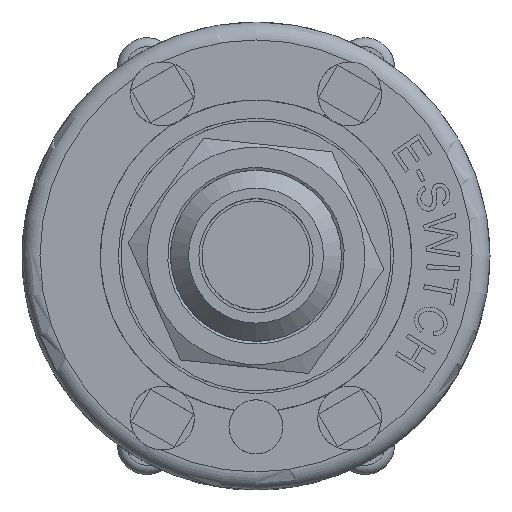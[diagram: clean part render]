
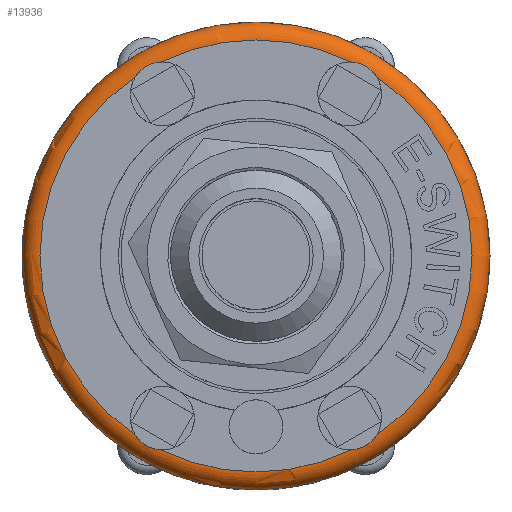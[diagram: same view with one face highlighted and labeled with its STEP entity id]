
A CAD part, top view. The second image highlights one B-rep face of the part: STEP entity #13936.
In plain terms, the highlighted toroidal (fillet/blend) face has major radius 12 mm and minor radius 1 mm.
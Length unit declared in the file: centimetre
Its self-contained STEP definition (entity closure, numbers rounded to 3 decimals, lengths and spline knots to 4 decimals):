
#28=TOROIDAL_SURFACE('',#14668,1.2,0.1);
#658=B_SPLINE_CURVE_WITH_KNOTS('',3,(#23970,#23971,#23972,#23973,#23974,
#23975,#23976,#23977,#23978,#23979,#23980,#23981),.UNSPECIFIED.,.F.,.F.,
(4,2,2,2,2,4),(-0.2692,-0.2446,-0.216,
-0.1921,-0.1645,-0.1357),.UNSPECIFIED.);
#659=B_SPLINE_CURVE_WITH_KNOTS('',3,(#23993,#23994,#23995,#23996,#23997,
#23998,#23999,#24000,#24001,#24002,#24003,#24004),.UNSPECIFIED.,.F.,.F.,
(4,2,2,2,2,4),(-0.2692,-0.2446,-0.216,
-0.1921,-0.1645,-0.1357),.UNSPECIFIED.);
#660=B_SPLINE_CURVE_WITH_KNOTS('',3,(#24021,#24022,#24023,#24024,#24025,
#24026,#24027,#24028,#24029,#24030,#24031,#24032),.UNSPECIFIED.,.F.,.F.,
(4,2,2,2,2,4),(-0.2692,-0.2446,-0.216,
-0.1921,-0.1645,-0.1357),.UNSPECIFIED.);
#661=B_SPLINE_CURVE_WITH_KNOTS('',3,(#24054,#24055,#24056,#24057,#24058,
#24059,#24060,#24061,#24062,#24063,#24064,#24065),.UNSPECIFIED.,.F.,.F.,
(4,2,2,2,2,4),(-0.2692,-0.2446,-0.216,
-0.1921,-0.1645,-0.1357),.UNSPECIFIED.);
#1853=FACE_OUTER_BOUND('',#2676,.T.);
#2676=EDGE_LOOP('',(#12807,#12808,#12809,#12810,#12811,#12812,#12813,#12814,
#12815,#12816,#12817,#12818));
#5809=CIRCLE('',#14621,1.3);
#5836=CIRCLE('',#14669,0.1);
#5837=CIRCLE('',#14670,1.2);
#5838=CIRCLE('',#14671,1.2);
#5839=CIRCLE('',#14672,1.2);
#5840=CIRCLE('',#14673,1.2);
#5841=CIRCLE('',#14674,1.2);
#7084=VERTEX_POINT('',#23932);
#7092=VERTEX_POINT('',#23968);
#7093=VERTEX_POINT('',#23969);
#7096=VERTEX_POINT('',#23991);
#7097=VERTEX_POINT('',#23992);
#7102=VERTEX_POINT('',#24019);
#7103=VERTEX_POINT('',#24020);
#7110=VERTEX_POINT('',#24052);
#7111=VERTEX_POINT('',#24053);
#7114=VERTEX_POINT('',#24075);
#9030=EDGE_CURVE('',#7084,#7084,#5809,.T.);
#9048=EDGE_CURVE('',#7092,#7093,#658,.T.);
#9054=EDGE_CURVE('',#7096,#7097,#659,.T.);
#9062=EDGE_CURVE('',#7102,#7103,#660,.T.);
#9072=EDGE_CURVE('',#7110,#7111,#661,.T.);
#9078=EDGE_CURVE('',#7084,#7114,#5836,.T.);
#9079=EDGE_CURVE('',#7114,#7102,#5837,.T.);
#9080=EDGE_CURVE('',#7103,#7096,#5838,.T.);
#9081=EDGE_CURVE('',#7097,#7092,#5839,.T.);
#9082=EDGE_CURVE('',#7093,#7110,#5840,.T.);
#9083=EDGE_CURVE('',#7111,#7114,#5841,.T.);
#12807=ORIENTED_EDGE('',*,*,#9030,.T.);
#12808=ORIENTED_EDGE('',*,*,#9078,.T.);
#12809=ORIENTED_EDGE('',*,*,#9079,.T.);
#12810=ORIENTED_EDGE('',*,*,#9062,.T.);
#12811=ORIENTED_EDGE('',*,*,#9080,.T.);
#12812=ORIENTED_EDGE('',*,*,#9054,.T.);
#12813=ORIENTED_EDGE('',*,*,#9081,.T.);
#12814=ORIENTED_EDGE('',*,*,#9048,.T.);
#12815=ORIENTED_EDGE('',*,*,#9082,.T.);
#12816=ORIENTED_EDGE('',*,*,#9072,.T.);
#12817=ORIENTED_EDGE('',*,*,#9083,.T.);
#12818=ORIENTED_EDGE('',*,*,#9078,.F.);
#13936=ADVANCED_FACE('',(#1853),#28,.T.);
#14621=AXIS2_PLACEMENT_3D('',#23933,#17388,#17389);
#14668=AXIS2_PLACEMENT_3D('',#24074,#17499,#17500);
#14669=AXIS2_PLACEMENT_3D('',#24076,#17501,#17502);
#14670=AXIS2_PLACEMENT_3D('',#24077,#17503,#17504);
#14671=AXIS2_PLACEMENT_3D('',#24078,#17505,#17506);
#14672=AXIS2_PLACEMENT_3D('',#24079,#17507,#17508);
#14673=AXIS2_PLACEMENT_3D('',#24080,#17509,#17510);
#14674=AXIS2_PLACEMENT_3D('',#24081,#17511,#17512);
#17388=DIRECTION('center_axis',(0.,0.,1.));
#17389=DIRECTION('ref_axis',(-1.,0.,0.));
#17499=DIRECTION('center_axis',(0.,0.,-1.));
#17500=DIRECTION('ref_axis',(-1.,0.,0.));
#17501=DIRECTION('center_axis',(0.,-1.,0.));
#17502=DIRECTION('ref_axis',(1.,0.,0.));
#17503=DIRECTION('center_axis',(0.,0.,-1.));
#17504=DIRECTION('ref_axis',(-1.,0.,0.));
#17505=DIRECTION('center_axis',(0.,0.,-1.));
#17506=DIRECTION('ref_axis',(-1.,0.,0.));
#17507=DIRECTION('center_axis',(0.,0.,-1.));
#17508=DIRECTION('ref_axis',(-1.,0.,0.));
#17509=DIRECTION('center_axis',(0.,0.,-1.));
#17510=DIRECTION('ref_axis',(-1.,0.,0.));
#17511=DIRECTION('center_axis',(0.,0.,-1.));
#17512=DIRECTION('ref_axis',(-1.,0.,0.));
#23932=CARTESIAN_POINT('',(1.3,0.,0.95));
#23933=CARTESIAN_POINT('Origin',(0.,0.,0.95));
#23968=CARTESIAN_POINT('',(-0.67,0.9955,1.05));
#23969=CARTESIAN_POINT('',(-0.5271,1.078,1.05));
#23970=CARTESIAN_POINT('Ctrl Pts',(-0.67,0.9955,
1.05));
#23971=CARTESIAN_POINT('Ctrl Pts',(-0.6646,1.0041,
1.05));
#23972=CARTESIAN_POINT('Ctrl Pts',(-0.6583,1.0124,
1.0498));
#23973=CARTESIAN_POINT('Ctrl Pts',(-0.6428,1.0294,
1.0491));
#23974=CARTESIAN_POINT('Ctrl Pts',(-0.6335,1.0377,
1.0488));
#23975=CARTESIAN_POINT('Ctrl Pts',(-0.615,1.051,1.0484));
#23976=CARTESIAN_POINT('Ctrl Pts',(-0.6061,1.0563,
1.0484));
#23977=CARTESIAN_POINT('Ctrl Pts',(-0.5859,1.0659,1.0487));
#23978=CARTESIAN_POINT('Ctrl Pts',(-0.5747,1.07,1.049));
#23979=CARTESIAN_POINT('Ctrl Pts',(-0.551,1.0759,1.0497));
#23980=CARTESIAN_POINT('Ctrl Pts',(-0.539,1.0775,
1.05));
#23981=CARTESIAN_POINT('Ctrl Pts',(-0.5271,1.078,
1.05));
#23991=CARTESIAN_POINT('',(-0.5271,-1.078,1.05));
#23992=CARTESIAN_POINT('',(-0.67,-0.9955,1.05));
#23993=CARTESIAN_POINT('Ctrl Pts',(-0.5271,-1.078,
1.05));
#23994=CARTESIAN_POINT('Ctrl Pts',(-0.5373,-1.0776,
1.05));
#23995=CARTESIAN_POINT('Ctrl Pts',(-0.5476,-1.0763,
1.0498));
#23996=CARTESIAN_POINT('Ctrl Pts',(-0.5701,-1.0714,1.0491));
#23997=CARTESIAN_POINT('Ctrl Pts',(-0.5819,-1.0675,
1.0488));
#23998=CARTESIAN_POINT('Ctrl Pts',(-0.6027,-1.0581,
1.0484));
#23999=CARTESIAN_POINT('Ctrl Pts',(-0.6117,-1.053,
1.0484));
#24000=CARTESIAN_POINT('Ctrl Pts',(-0.6301,-1.0404,
1.0487));
#24001=CARTESIAN_POINT('Ctrl Pts',(-0.6393,-1.0327,
1.049));
#24002=CARTESIAN_POINT('Ctrl Pts',(-0.6562,-1.0151,
1.0497));
#24003=CARTESIAN_POINT('Ctrl Pts',(-0.6637,-1.0055,
1.05));
#24004=CARTESIAN_POINT('Ctrl Pts',(-0.67,-0.9955,
1.05));
#24019=CARTESIAN_POINT('',(0.67,-0.9955,1.05));
#24020=CARTESIAN_POINT('',(0.5271,-1.078,1.05));
#24021=CARTESIAN_POINT('Ctrl Pts',(0.67,-0.9955,
1.05));
#24022=CARTESIAN_POINT('Ctrl Pts',(0.6646,-1.0041,
1.05));
#24023=CARTESIAN_POINT('Ctrl Pts',(0.6583,-1.0124,
1.0498));
#24024=CARTESIAN_POINT('Ctrl Pts',(0.6428,-1.0294,
1.0491));
#24025=CARTESIAN_POINT('Ctrl Pts',(0.6335,-1.0377,
1.0488));
#24026=CARTESIAN_POINT('Ctrl Pts',(0.615,-1.051,
1.0484));
#24027=CARTESIAN_POINT('Ctrl Pts',(0.6061,-1.0563,
1.0484));
#24028=CARTESIAN_POINT('Ctrl Pts',(0.5859,-1.0659,1.0487));
#24029=CARTESIAN_POINT('Ctrl Pts',(0.5747,-1.07,1.049));
#24030=CARTESIAN_POINT('Ctrl Pts',(0.551,-1.0759,
1.0497));
#24031=CARTESIAN_POINT('Ctrl Pts',(0.539,-1.0775,
1.05));
#24032=CARTESIAN_POINT('Ctrl Pts',(0.5271,-1.078,
1.05));
#24052=CARTESIAN_POINT('',(0.5271,1.078,1.05));
#24053=CARTESIAN_POINT('',(0.67,0.9955,1.05));
#24054=CARTESIAN_POINT('Ctrl Pts',(0.5271,1.078,1.05));
#24055=CARTESIAN_POINT('Ctrl Pts',(0.5373,1.0776,1.05));
#24056=CARTESIAN_POINT('Ctrl Pts',(0.5476,1.0763,1.0498));
#24057=CARTESIAN_POINT('Ctrl Pts',(0.5701,1.0714,1.0491));
#24058=CARTESIAN_POINT('Ctrl Pts',(0.5819,1.0675,1.0488));
#24059=CARTESIAN_POINT('Ctrl Pts',(0.6027,1.0581,1.0484));
#24060=CARTESIAN_POINT('Ctrl Pts',(0.6117,1.053,1.0484));
#24061=CARTESIAN_POINT('Ctrl Pts',(0.6301,1.0404,1.0487));
#24062=CARTESIAN_POINT('Ctrl Pts',(0.6393,1.0327,1.049));
#24063=CARTESIAN_POINT('Ctrl Pts',(0.6562,1.0151,1.0497));
#24064=CARTESIAN_POINT('Ctrl Pts',(0.6637,1.0055,1.05));
#24065=CARTESIAN_POINT('Ctrl Pts',(0.67,0.9955,
1.05));
#24074=CARTESIAN_POINT('Origin',(0.,0.,0.95));
#24075=CARTESIAN_POINT('',(1.2,0.,1.05));
#24076=CARTESIAN_POINT('Origin',(1.2,0.,0.95));
#24077=CARTESIAN_POINT('Origin',(0.,0.,1.05));
#24078=CARTESIAN_POINT('Origin',(0.,0.,1.05));
#24079=CARTESIAN_POINT('Origin',(0.,0.,1.05));
#24080=CARTESIAN_POINT('Origin',(0.,0.,1.05));
#24081=CARTESIAN_POINT('Origin',(0.,0.,1.05));
